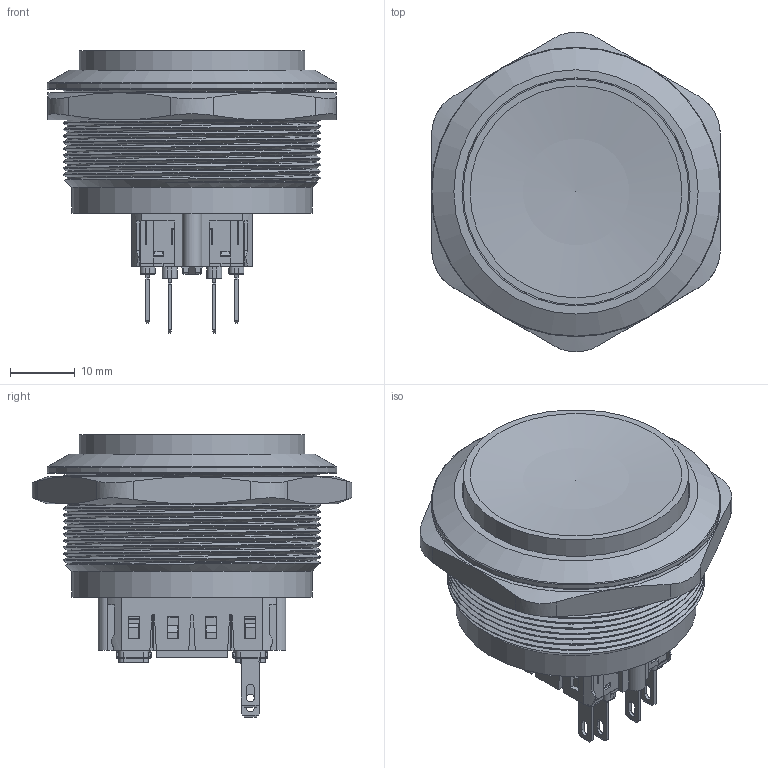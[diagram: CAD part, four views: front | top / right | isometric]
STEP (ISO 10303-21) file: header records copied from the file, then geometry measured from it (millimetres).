
FILE_DESCRIPTION(/* description */ (''),/* implementation_level */ '2;1');
FILE_NAME(/* name */ 'J40-221-CN.stp',/* time_stamp */ '2022-12-15T14:12:42+08:00',/* author */ (''),/* organization */ (''),/* preprocessor_version */ 'ST-DEVELOPER v11',/* originating_system */ 'SIEMENS UGS NX 6.0',/* authorisation */ '');
FILE_SCHEMA (('CONFIG_CONTROL_DESIGN'));
Length unit declared in the file: millimetre
Products named in the file (1): J40-221-CN.x_t
Bounding box: 44.7 x 49.32 x 43.55 mm (x, y, z)
Volume: 17475.7 mm3; surface area: 23527.1 mm2
Topology: 13 solids, 13 shells, 2464 faces, 6708 edges, 4319 vertices
Faces by surface type: plane 1993, cylinder 297, torus 82, cone 52, extrusion 22, bspline 13, sphere 5
Full cylindrical faces by diameter (mm): 1 x2, 1.1 x2, 4 x1, 4.3 x2, 18.7 x1, 19.4 x1, 26.2 x1, 34.8 x1, 35.2 x1, 36.3 x1, 37.1 x1, 44.7 x1
Entity records: 82434 total; most frequent: CARTESIAN_POINT 20259, ORIENTED_EDGE 13316, DIRECTION 12054, EDGE_CURVE 6658, VECTOR 5702, LINE 5680, VERTEX_POINT 4305, AXIS2_PLACEMENT_3D 3176
